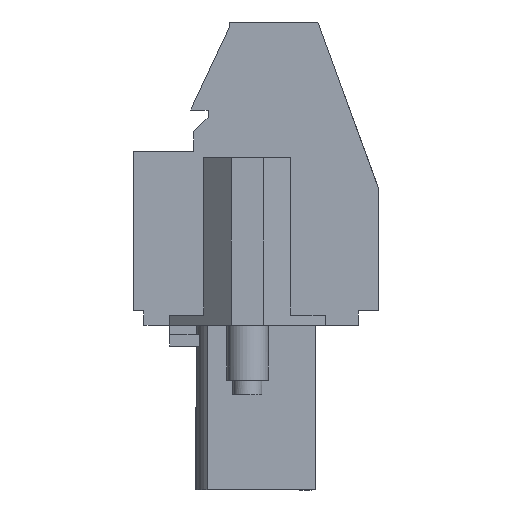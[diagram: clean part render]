
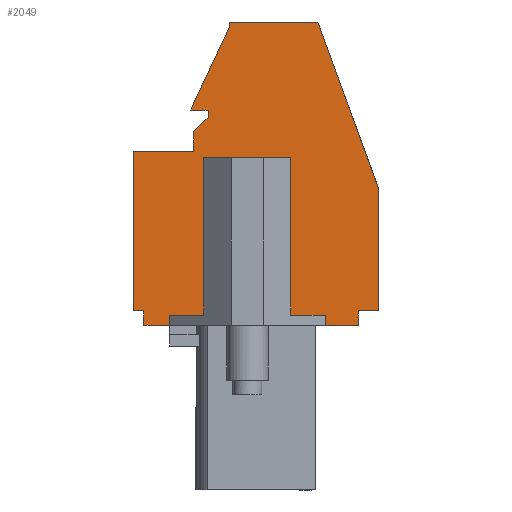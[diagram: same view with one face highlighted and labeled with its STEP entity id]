
A CAD part, left-side view. The second image highlights one B-rep face of the part: STEP entity #2049.
In plain terms, the highlighted planar face has unit normal (-1, 0, 0).
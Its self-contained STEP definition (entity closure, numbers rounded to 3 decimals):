
#839=AXIS2_PLACEMENT_3D('Plane Axis2P3D',#836,#837,#838) ;
#107=CARTESIAN_POINT('Line Origine',(3.47,1.782,7.95)) ;
#111=CARTESIAN_POINT('Vertex',(3.47,2.58,7.95)) ;
#113=CARTESIAN_POINT('Vertex',(3.47,0.983,7.95)) ;
#148=CARTESIAN_POINT('Vertex',(3.47,10.08,7.95)) ;
#151=CARTESIAN_POINT('Line Origine',(3.47,10.705,7.95)) ;
#155=CARTESIAN_POINT('Vertex',(3.47,11.33,7.95)) ;
#836=CARTESIAN_POINT('Axis2P3D Location',(3.47,0.,0.)) ;
#1905=CARTESIAN_POINT('Line Origine',(3.47,0.983,8.3)) ;
#1909=CARTESIAN_POINT('Vertex',(3.47,0.983,8.65)) ;
#1912=CARTESIAN_POINT('Line Origine',(3.47,0.492,8.65)) ;
#1916=CARTESIAN_POINT('Vertex',(3.47,0.,8.65)) ;
#1919=CARTESIAN_POINT('Line Origine',(3.47,0.,11.611)) ;
#1923=CARTESIAN_POINT('Vertex',(3.47,0.,14.572)) ;
#1926=CARTESIAN_POINT('Line Origine',(3.47,1.461,18.586)) ;
#1930=CARTESIAN_POINT('Vertex',(3.47,2.922,22.6)) ;
#1933=CARTESIAN_POINT('Line Origine',(3.47,5.052,22.6)) ;
#1937=CARTESIAN_POINT('Vertex',(3.47,7.181,22.6)) ;
#1940=CARTESIAN_POINT('Line Origine',(3.47,7.181,22.5)) ;
#1944=CARTESIAN_POINT('Vertex',(3.47,7.181,22.4)) ;
#1947=CARTESIAN_POINT('Line Origine',(3.47,8.126,20.375)) ;
#1951=CARTESIAN_POINT('Vertex',(3.47,9.07,18.35)) ;
#1954=CARTESIAN_POINT('Line Origine',(3.47,8.65,18.35)) ;
#1958=CARTESIAN_POINT('Vertex',(3.47,8.23,18.35)) ;
#1961=CARTESIAN_POINT('Line Origine',(3.47,8.23,18.175)) ;
#1965=CARTESIAN_POINT('Vertex',(3.47,8.23,18.)) ;
#1968=CARTESIAN_POINT('Line Origine',(3.47,8.58,17.65)) ;
#1972=CARTESIAN_POINT('Vertex',(3.47,8.93,17.3)) ;
#1975=CARTESIAN_POINT('Line Origine',(3.47,8.93,16.825)) ;
#1979=CARTESIAN_POINT('Vertex',(3.47,8.93,16.35)) ;
#1982=CARTESIAN_POINT('Line Origine',(3.47,10.38,16.35)) ;
#1986=CARTESIAN_POINT('Vertex',(3.47,11.83,16.35)) ;
#1989=CARTESIAN_POINT('Line Origine',(3.47,11.83,12.5)) ;
#1993=CARTESIAN_POINT('Vertex',(3.47,11.83,8.65)) ;
#1996=CARTESIAN_POINT('Line Origine',(3.47,11.58,8.65)) ;
#2000=CARTESIAN_POINT('Vertex',(3.47,11.33,8.65)) ;
#2003=CARTESIAN_POINT('Line Origine',(3.47,11.33,8.3)) ;
#2008=CARTESIAN_POINT('Line Origine',(3.47,10.08,8.2)) ;
#2012=CARTESIAN_POINT('Vertex',(3.47,10.08,8.45)) ;
#2015=CARTESIAN_POINT('Line Origine',(3.47,6.33,8.45)) ;
#2019=CARTESIAN_POINT('Vertex',(3.47,2.58,8.45)) ;
#2022=CARTESIAN_POINT('Line Origine',(3.47,2.58,8.2)) ;
#108=DIRECTION('Vector Direction',(0.,-1.,0.)) ;
#152=DIRECTION('Vector Direction',(0.,-1.,0.)) ;
#837=DIRECTION('Axis2P3D Direction',(-1.,0.,0.)) ;
#838=DIRECTION('Axis2P3D XDirection',(0.,0.,1.)) ;
#1906=DIRECTION('Vector Direction',(0.,0.,1.)) ;
#1913=DIRECTION('Vector Direction',(0.,-1.,0.)) ;
#1920=DIRECTION('Vector Direction',(0.,0.,1.)) ;
#1927=DIRECTION('Vector Direction',(0.,-0.342,-0.94)) ;
#1934=DIRECTION('Vector Direction',(0.,-1.,0.)) ;
#1941=DIRECTION('Vector Direction',(0.,0.,1.)) ;
#1948=DIRECTION('Vector Direction',(0.,-0.423,0.906)) ;
#1955=DIRECTION('Vector Direction',(0.,1.,0.)) ;
#1962=DIRECTION('Vector Direction',(0.,0.,1.)) ;
#1969=DIRECTION('Vector Direction',(0.,-0.707,0.707)) ;
#1976=DIRECTION('Vector Direction',(0.,0.,1.)) ;
#1983=DIRECTION('Vector Direction',(0.,-1.,0.)) ;
#1990=DIRECTION('Vector Direction',(0.,0.,1.)) ;
#1997=DIRECTION('Vector Direction',(0.,1.,0.)) ;
#2004=DIRECTION('Vector Direction',(0.,0.,-1.)) ;
#2009=DIRECTION('Vector Direction',(0.,0.,1.)) ;
#2016=DIRECTION('Vector Direction',(0.,1.,0.)) ;
#2023=DIRECTION('Vector Direction',(0.,0.,1.)) ;
#109=VECTOR('Line Direction',#108,1.) ;
#153=VECTOR('Line Direction',#152,1.) ;
#1907=VECTOR('Line Direction',#1906,1.) ;
#1914=VECTOR('Line Direction',#1913,1.) ;
#1921=VECTOR('Line Direction',#1920,1.) ;
#1928=VECTOR('Line Direction',#1927,1.) ;
#1935=VECTOR('Line Direction',#1934,1.) ;
#1942=VECTOR('Line Direction',#1941,1.) ;
#1949=VECTOR('Line Direction',#1948,1.) ;
#1956=VECTOR('Line Direction',#1955,1.) ;
#1963=VECTOR('Line Direction',#1962,1.) ;
#1970=VECTOR('Line Direction',#1969,1.) ;
#1977=VECTOR('Line Direction',#1976,1.) ;
#1984=VECTOR('Line Direction',#1983,1.) ;
#1991=VECTOR('Line Direction',#1990,1.) ;
#1998=VECTOR('Line Direction',#1997,1.) ;
#2005=VECTOR('Line Direction',#2004,1.) ;
#2010=VECTOR('Line Direction',#2009,1.) ;
#2017=VECTOR('Line Direction',#2016,1.) ;
#2024=VECTOR('Line Direction',#2023,1.) ;
#2028=ORIENTED_EDGE('',*,*,#115,.T.) ;
#2029=ORIENTED_EDGE('',*,*,#1911,.T.) ;
#2030=ORIENTED_EDGE('',*,*,#1918,.T.) ;
#2031=ORIENTED_EDGE('',*,*,#1925,.T.) ;
#2032=ORIENTED_EDGE('',*,*,#1932,.T.) ;
#2033=ORIENTED_EDGE('',*,*,#1939,.T.) ;
#2034=ORIENTED_EDGE('',*,*,#1946,.T.) ;
#2035=ORIENTED_EDGE('',*,*,#1953,.T.) ;
#2036=ORIENTED_EDGE('',*,*,#1960,.T.) ;
#2037=ORIENTED_EDGE('',*,*,#1967,.T.) ;
#2038=ORIENTED_EDGE('',*,*,#1974,.T.) ;
#2039=ORIENTED_EDGE('',*,*,#1981,.T.) ;
#2040=ORIENTED_EDGE('',*,*,#1988,.T.) ;
#2041=ORIENTED_EDGE('',*,*,#1995,.T.) ;
#2042=ORIENTED_EDGE('',*,*,#2002,.T.) ;
#2043=ORIENTED_EDGE('',*,*,#2007,.T.) ;
#2044=ORIENTED_EDGE('',*,*,#157,.T.) ;
#2045=ORIENTED_EDGE('',*,*,#2014,.T.) ;
#2046=ORIENTED_EDGE('',*,*,#2021,.F.) ;
#2047=ORIENTED_EDGE('',*,*,#2026,.F.) ;
#2049=ADVANCED_FACE('HOUSING',(#2048),#840,.T.) ;
#115=EDGE_CURVE('',#112,#114,#110,.T.) ;
#157=EDGE_CURVE('',#156,#149,#154,.T.) ;
#1911=EDGE_CURVE('',#114,#1910,#1908,.T.) ;
#1918=EDGE_CURVE('',#1910,#1917,#1915,.T.) ;
#1925=EDGE_CURVE('',#1917,#1924,#1922,.T.) ;
#1932=EDGE_CURVE('',#1924,#1931,#1929,.F.) ;
#1939=EDGE_CURVE('',#1931,#1938,#1936,.F.) ;
#1946=EDGE_CURVE('',#1938,#1945,#1943,.F.) ;
#1953=EDGE_CURVE('',#1945,#1952,#1950,.F.) ;
#1960=EDGE_CURVE('',#1952,#1959,#1957,.F.) ;
#1967=EDGE_CURVE('',#1959,#1966,#1964,.F.) ;
#1974=EDGE_CURVE('',#1966,#1973,#1971,.F.) ;
#1981=EDGE_CURVE('',#1973,#1980,#1978,.F.) ;
#1988=EDGE_CURVE('',#1980,#1987,#1985,.F.) ;
#1995=EDGE_CURVE('',#1987,#1994,#1992,.F.) ;
#2002=EDGE_CURVE('',#1994,#2001,#1999,.F.) ;
#2007=EDGE_CURVE('',#2001,#156,#2006,.T.) ;
#2014=EDGE_CURVE('',#149,#2013,#2011,.T.) ;
#2021=EDGE_CURVE('',#2020,#2013,#2018,.T.) ;
#2026=EDGE_CURVE('',#112,#2020,#2025,.T.) ;
#2027=EDGE_LOOP('',(#2028,#2029,#2030,#2031,#2032,#2033,#2034,#2035,#2036,#2037,#2038,#2039,#2040,#2041,#2042,#2043,#2044,#2045,#2046,#2047)) ;
#2048=FACE_OUTER_BOUND('',#2027,.T.) ;
#110=LINE('Line',#107,#109) ;
#154=LINE('Line',#151,#153) ;
#1908=LINE('Line',#1905,#1907) ;
#1915=LINE('Line',#1912,#1914) ;
#1922=LINE('Line',#1919,#1921) ;
#1929=LINE('Line',#1926,#1928) ;
#1936=LINE('Line',#1933,#1935) ;
#1943=LINE('Line',#1940,#1942) ;
#1950=LINE('Line',#1947,#1949) ;
#1957=LINE('Line',#1954,#1956) ;
#1964=LINE('Line',#1961,#1963) ;
#1971=LINE('Line',#1968,#1970) ;
#1978=LINE('Line',#1975,#1977) ;
#1985=LINE('Line',#1982,#1984) ;
#1992=LINE('Line',#1989,#1991) ;
#1999=LINE('Line',#1996,#1998) ;
#2006=LINE('Line',#2003,#2005) ;
#2011=LINE('Line',#2008,#2010) ;
#2018=LINE('Line',#2015,#2017) ;
#2025=LINE('Line',#2022,#2024) ;
#840=PLANE('',#839) ;
#112=VERTEX_POINT('',#111) ;
#114=VERTEX_POINT('',#113) ;
#149=VERTEX_POINT('',#148) ;
#156=VERTEX_POINT('',#155) ;
#1910=VERTEX_POINT('',#1909) ;
#1917=VERTEX_POINT('',#1916) ;
#1924=VERTEX_POINT('',#1923) ;
#1931=VERTEX_POINT('',#1930) ;
#1938=VERTEX_POINT('',#1937) ;
#1945=VERTEX_POINT('',#1944) ;
#1952=VERTEX_POINT('',#1951) ;
#1959=VERTEX_POINT('',#1958) ;
#1966=VERTEX_POINT('',#1965) ;
#1973=VERTEX_POINT('',#1972) ;
#1980=VERTEX_POINT('',#1979) ;
#1987=VERTEX_POINT('',#1986) ;
#1994=VERTEX_POINT('',#1993) ;
#2001=VERTEX_POINT('',#2000) ;
#2013=VERTEX_POINT('',#2012) ;
#2020=VERTEX_POINT('',#2019) ;
